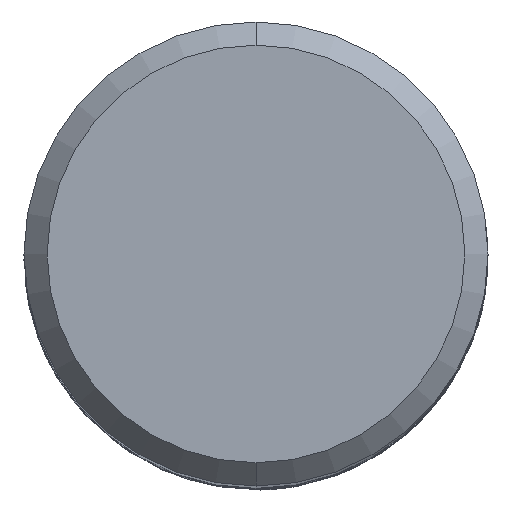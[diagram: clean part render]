
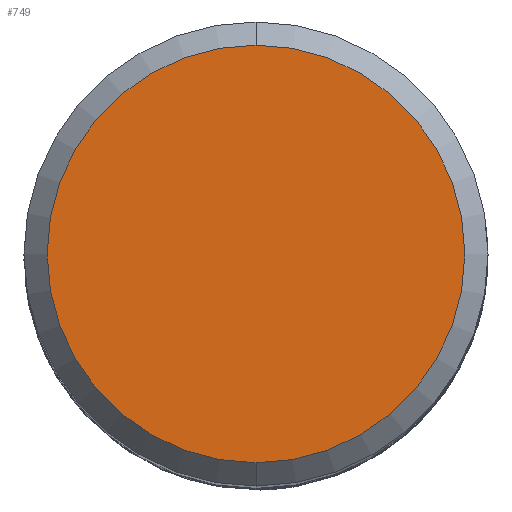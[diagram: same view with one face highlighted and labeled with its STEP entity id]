
A CAD part, top view. The second image highlights one B-rep face of the part: STEP entity #749.
In plain terms, the highlighted planar face has unit normal (0, 0, 1).
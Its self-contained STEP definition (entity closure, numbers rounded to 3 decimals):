
#741=EDGE_CURVE('',#983,#1051,#2110,.T.);
#749=ADVANCED_FACE('',(#2118),#2119,.T.);
#983=VERTEX_POINT('',#2376);
#1051=VERTEX_POINT('',#2451);
#1609=EDGE_CURVE('',#1051,#983,#3065,.T.);
#2110=CIRCLE('',#3650,9.0);
#2118=FACE_OUTER_BOUND('',#3672,.T.);
#2119=PLANE('',#3673);
#2376=CARTESIAN_POINT('',(0.0,9.0,0.0));
#2451=CARTESIAN_POINT('',(0.,-9.0,0.0));
#3065=CIRCLE('',#15857,9.0);
#3650=AXIS2_PLACEMENT_3D('',#21482,#21483,#21484);
#3672=EDGE_LOOP('',(#21486,#21487));
#3673=AXIS2_PLACEMENT_3D('',#21488,#21489,#21490);
#15857=AXIS2_PLACEMENT_3D('',#22465,#22466,#22467);
#21482=CARTESIAN_POINT('',(0.0,0.0,0.0));
#21483=DIRECTION('',(0.0,0.0,-1.0));
#21484=DIRECTION('',(0.0,1.0,0.0));
#21486=ORIENTED_EDGE('',*,*,#741,.F.);
#21487=ORIENTED_EDGE('',*,*,#1609,.F.);
#21488=CARTESIAN_POINT('',(0.0,4.5,0.0));
#21489=DIRECTION('',(-0.0,0.0,1.0));
#21490=DIRECTION('',(0.0,-1.0,0.0));
#22465=CARTESIAN_POINT('',(0.0,0.0,0.0));
#22466=DIRECTION('',(0.0,0.0,-1.0));
#22467=DIRECTION('',(0.0,1.0,0.0));
